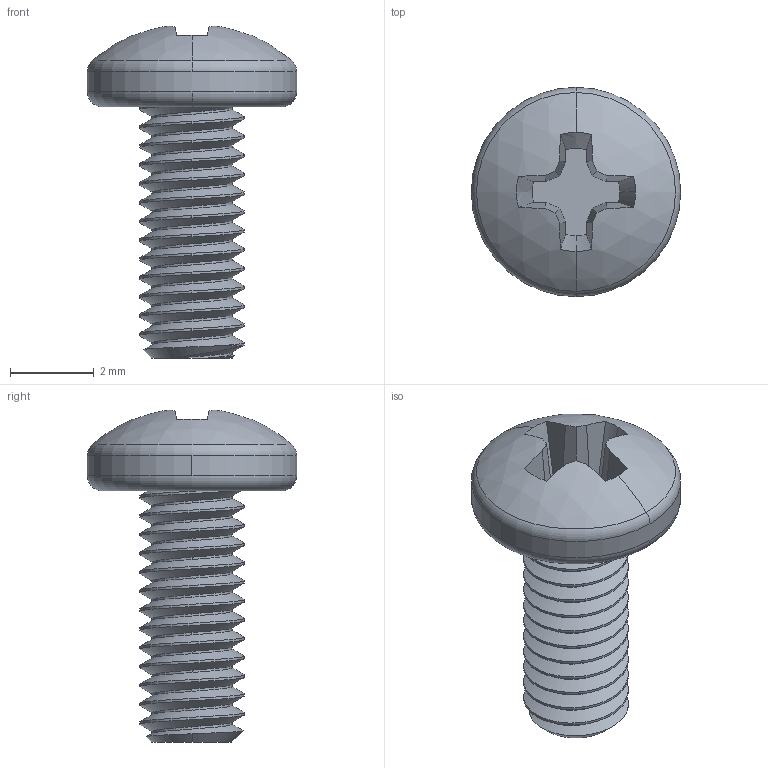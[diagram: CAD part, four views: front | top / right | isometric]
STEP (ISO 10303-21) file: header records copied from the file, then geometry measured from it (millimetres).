
FILE_DESCRIPTION (( 'STEP AP203' ), '1' );
FILE_NAME ('92005A066.step', '2016-01-18T17:15:25', ( '' ), ( '' ), 'SwSTEP 2.0', 'SolidWorks 2013', '' );
FILE_SCHEMA (( 'CONFIG_CONTROL_DESIGN' ));
Length unit declared in the file: millimetre
Products named in the file (1): 92005A066
Bounding box: 5 x 5 x 7.93 mm (x, y, z)
Volume: 47.8 mm3; surface area: 138.4 mm2
Topology: 1 solids, 1 shells, 106 faces, 304 edges, 201 vertices
Faces by surface type: cylinder 69, plane 19, cone 9, torus 4, bspline 3, sphere 2
Entity records: 4704 total; most frequent: CARTESIAN_POINT 2244, ORIENTED_EDGE 608, DIRECTION 416, EDGE_CURVE 304, VERTEX_POINT 201, AXIS2_PLACEMENT_3D 158, EDGE_LOOP 107, ADVANCED_FACE 106
